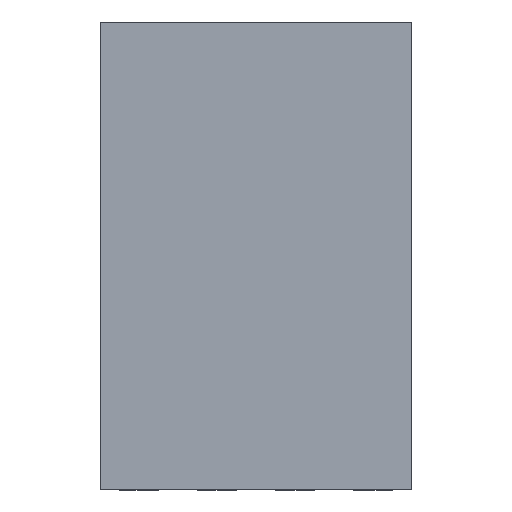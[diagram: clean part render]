
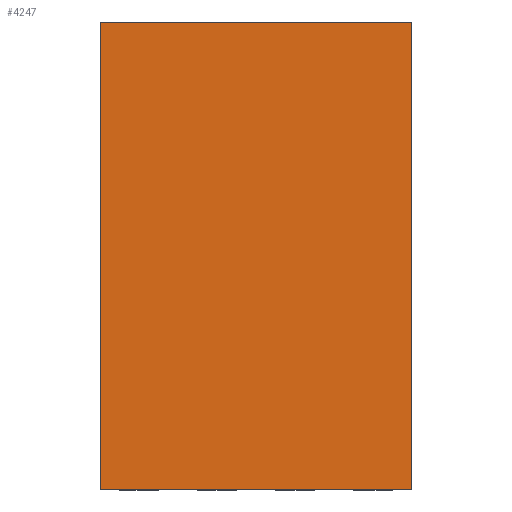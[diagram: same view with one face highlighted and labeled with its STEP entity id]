
A CAD part, top view. The second image highlights one B-rep face of the part: STEP entity #4247.
In plain terms, the highlighted face is planar.
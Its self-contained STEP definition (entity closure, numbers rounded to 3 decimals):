
#3270=DIRECTION('',(0.,0.,1.));
#3271=VECTOR('',#3270,3.);
#3272=CARTESIAN_POINT('',(-1.,0.975,-1.5));
#3273=LINE('',#3272,#3271);
#3277=DIRECTION('',(-1.,0.,0.));
#3278=VECTOR('',#3277,2.);
#3279=CARTESIAN_POINT('',(1.,0.975,-1.5));
#3280=LINE('',#3279,#3278);
#3284=DIRECTION('',(0.,0.,-1.));
#3285=VECTOR('',#3284,3.);
#3286=CARTESIAN_POINT('',(1.,0.975,1.5));
#3287=LINE('',#3286,#3285);
#3291=DIRECTION('',(1.,0.,0.));
#3292=VECTOR('',#3291,2.);
#3293=CARTESIAN_POINT('',(-1.,0.975,1.5));
#3294=LINE('',#3293,#3292);
#3470=CARTESIAN_POINT('',(-1.,0.975,-1.5));
#3471=CARTESIAN_POINT('',(-1.,0.975,1.5));
#3472=VERTEX_POINT('',#3470);
#3473=VERTEX_POINT('',#3471);
#3474=CARTESIAN_POINT('',(1.,0.975,1.5));
#3475=VERTEX_POINT('',#3474);
#3476=CARTESIAN_POINT('',(1.,0.975,-1.5));
#3477=VERTEX_POINT('',#3476);
#4236=CARTESIAN_POINT('',(0.,0.975,0.));
#4237=DIRECTION('',(0.,1.,0.));
#4238=DIRECTION('',(1.,0.,0.));
#4239=AXIS2_PLACEMENT_3D('',#4236,#4237,#4238);
#4240=PLANE('',#4239);
#4241=ORIENTED_EDGE('',*,*,#4143,.F.);
#4242=ORIENTED_EDGE('',*,*,#3878,.F.);
#4243=ORIENTED_EDGE('',*,*,#4065,.F.);
#4244=ORIENTED_EDGE('',*,*,#4100,.F.);
#4245=EDGE_LOOP('',(#4241,#4242,#4243,#4244));
#4246=FACE_OUTER_BOUND('',#4245,.F.);
#4247=ADVANCED_FACE('',(#4246),#4240,.T.);
#3878=EDGE_CURVE('',#3477,#3472,#3280,.T.);
#4065=EDGE_CURVE('',#3475,#3477,#3287,.T.);
#4100=EDGE_CURVE('',#3473,#3475,#3294,.T.);
#4143=EDGE_CURVE('',#3472,#3473,#3273,.T.);
